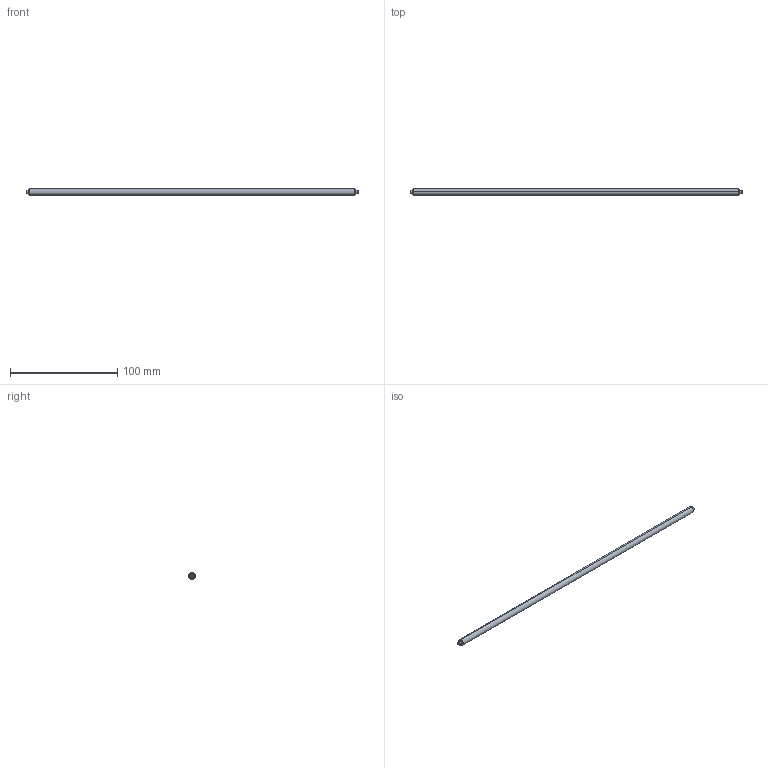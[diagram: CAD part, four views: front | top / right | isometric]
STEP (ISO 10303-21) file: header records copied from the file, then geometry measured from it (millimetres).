
FILE_DESCRIPTION (( 'STEP AP214' ), '1' );
FILE_NAME ('23CSR-12.STEP', '2019-01-23T05:50:38', ( '' ), ( '' ), 'SwSTEP 2.0', 'SolidWorks 2016', '' );
FILE_SCHEMA (( 'AUTOMOTIVE_DESIGN' ));
Length unit declared in the file: millimetre
Products named in the file (1): 23CSR-12
Bounding box: 309.8 x 6 x 6 mm (x, y, z)
Surface area: 5903.1 mm2 (no closed solid volume)
Topology: 0 solids, 3 shells, 38 faces, 98 edges, 60 vertices
Faces by surface type: plane 24, cone 8, cylinder 6
Entity records: 1557 total; most frequent: DIRECTION 200, CARTESIAN_POINT 197, ORIENTED_EDGE 160, EDGE_CURVE 98, LINE 74, VECTOR 74, AXIS2_PLACEMENT_3D 63, VERTEX_POINT 60
